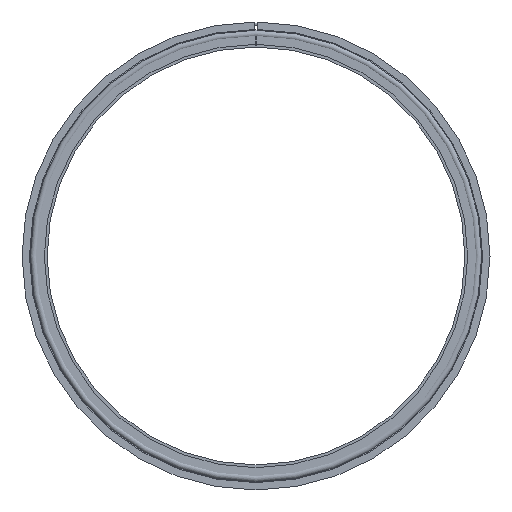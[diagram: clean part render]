
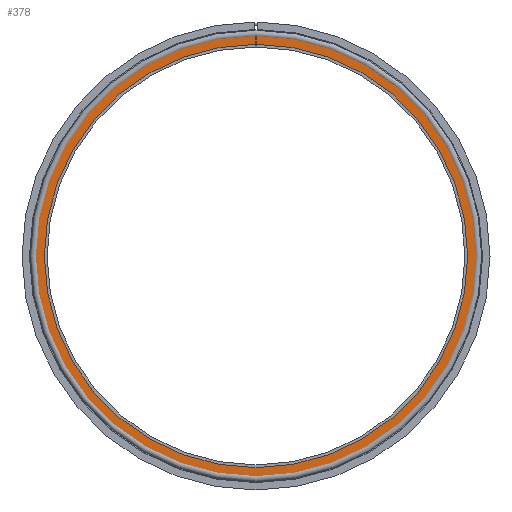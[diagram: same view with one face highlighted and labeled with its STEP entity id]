
A CAD part, left-side view. The second image highlights one B-rep face of the part: STEP entity #378.
In plain terms, the highlighted planar face has unit normal (-1, 0, 0).
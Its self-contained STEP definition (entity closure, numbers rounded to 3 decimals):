
#40 = PLANE ( 'NONE',  #289 ) ;
#47 = VECTOR ( 'NONE', #995, 1000. ) ;
#61 = DIRECTION ( 'NONE',  ( 1., 0., 0. ) ) ;
#65 = CARTESIAN_POINT ( 'NONE',  ( -9.8, 0., 0. ) ) ;
#74 = VERTEX_POINT ( 'NONE', #291 ) ;
#86 = ORIENTED_EDGE ( 'NONE', *, *, #889, .F. ) ;
#161 = CARTESIAN_POINT ( 'NONE',  ( -9.8, 0., 0. ) ) ;
#180 = CIRCLE ( 'NONE', #900, 199. ) ;
#289 = AXIS2_PLACEMENT_3D ( 'NONE', #413, #886, #980 ) ;
#291 = CARTESIAN_POINT ( 'NONE',  ( -9.8, 0.25, 199. ) ) ;
#312 = LINE ( 'NONE', #352, #773 ) ;
#352 = CARTESIAN_POINT ( 'NONE',  ( -9.8, -0.25, 0. ) ) ;
#360 = DIRECTION ( 'NONE',  ( 0., 1., 0. ) ) ;
#378 = ADVANCED_FACE ( 'NONE', ( #623 ), #40, .T. ) ;
#413 = CARTESIAN_POINT ( 'NONE',  ( -9.8, 208.368, 0. ) ) ;
#461 = CARTESIAN_POINT ( 'NONE',  ( -9.8, -0.25, 199. ) ) ;
#500 = EDGE_CURVE ( 'NONE', #615, #1050, #1000, .T. ) ;
#581 = CARTESIAN_POINT ( 'NONE',  ( -9.8, -0.25, 208.367 ) ) ;
#594 = DIRECTION ( 'NONE',  ( 1., 0., 0. ) ) ;
#615 = VERTEX_POINT ( 'NONE', #581 ) ;
#623 = FACE_OUTER_BOUND ( 'NONE', #1026, .T. ) ;
#642 = CARTESIAN_POINT ( 'NONE',  ( -9.8, 0.25, 0. ) ) ;
#723 = DIRECTION ( 'NONE',  ( 0., 0., 1. ) ) ;
#773 = VECTOR ( 'NONE', #723, 1000. ) ;
#847 = EDGE_CURVE ( 'NONE', #1050, #74, #1022, .T. ) ;
#886 = DIRECTION ( 'NONE',  ( -1., 0., 0. ) ) ;
#889 = EDGE_CURVE ( 'NONE', #939, #615, #312, .T. ) ;
#900 = AXIS2_PLACEMENT_3D ( 'NONE', #65, #594, #966 ) ;
#932 = EDGE_CURVE ( 'NONE', #939, #74, #180, .T. ) ;
#939 = VERTEX_POINT ( 'NONE', #461 ) ;
#960 = AXIS2_PLACEMENT_3D ( 'NONE', #161, #61, #360 ) ;
#966 = DIRECTION ( 'NONE',  ( 0., 1., 0. ) ) ;
#980 = DIRECTION ( 'NONE',  ( 0., -1., 0. ) ) ;
#995 = DIRECTION ( 'NONE',  ( 0., 0., -1. ) ) ;
#1000 = CIRCLE ( 'NONE', #960, 208.368 ) ;
#1022 = LINE ( 'NONE', #642, #47 ) ;
#1026 = EDGE_LOOP ( 'NONE', ( #1179, #1112, #86, #1027 ) ) ;
#1027 = ORIENTED_EDGE ( 'NONE', *, *, #932, .T. ) ;
#1049 = CARTESIAN_POINT ( 'NONE',  ( -9.8, 0.25, 208.367 ) ) ;
#1050 = VERTEX_POINT ( 'NONE', #1049 ) ;
#1112 = ORIENTED_EDGE ( 'NONE', *, *, #500, .F. ) ;
#1179 = ORIENTED_EDGE ( 'NONE', *, *, #847, .F. ) ;
